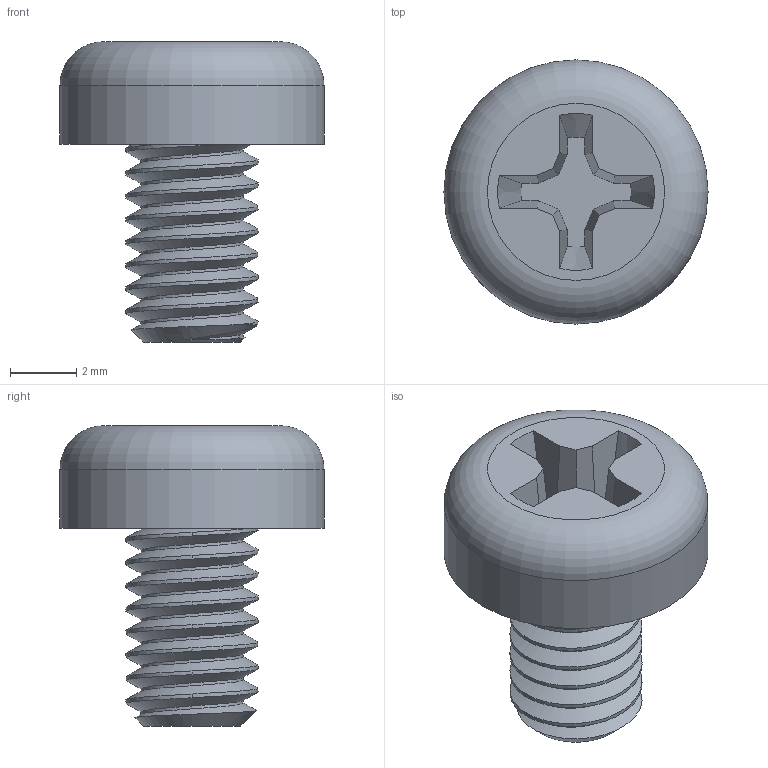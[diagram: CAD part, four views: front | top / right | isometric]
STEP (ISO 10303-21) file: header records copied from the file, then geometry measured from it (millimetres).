
FILE_DESCRIPTION(/* description */ ('STEP AP203'),/* implementation_level */ '2;1');
FILE_NAME(/* name */ 'screws_6mm_m4x0.7_ext.stp',/* time_stamp */ '2022-12-09T16:30:57+01:00',/* author */ ('Rik Ubaghs'),/* organization */ ('Microsoft'),/* preprocessor_version */ 'ST-DEVELOPER v18.1',/* originating_system */ 'Autodesk Inventor 2021',/* authorisation */ '');
FILE_SCHEMA (('AUTOMOTIVE_DESIGN { 1 0 10303 214 3 1 1 }'));
Length unit declared in the file: millimetre
Products named in the file (1): Bolts_6mm_M4x0.7_ext
Bounding box: 8 x 8 x 9.1 mm (x, y, z)
Volume: 190 mm3; surface area: 310.4 mm2
Topology: 1 solids, 1 shells, 48 faces, 136 edges, 92 vertices
Faces by surface type: cylinder 20, plane 20, cone 5, bspline 2, torus 1
Full cylindrical faces by diameter (mm): 3.097 x8, 4 x7, 8 x1
Entity records: 4129 total; most frequent: CARTESIAN_POINT 2945, ORIENTED_EDGE 272, DIRECTION 203, EDGE_CURVE 136, VERTEX_POINT 92, AXIS2_PLACEMENT_3D 70, LINE 63, VECTOR 63
